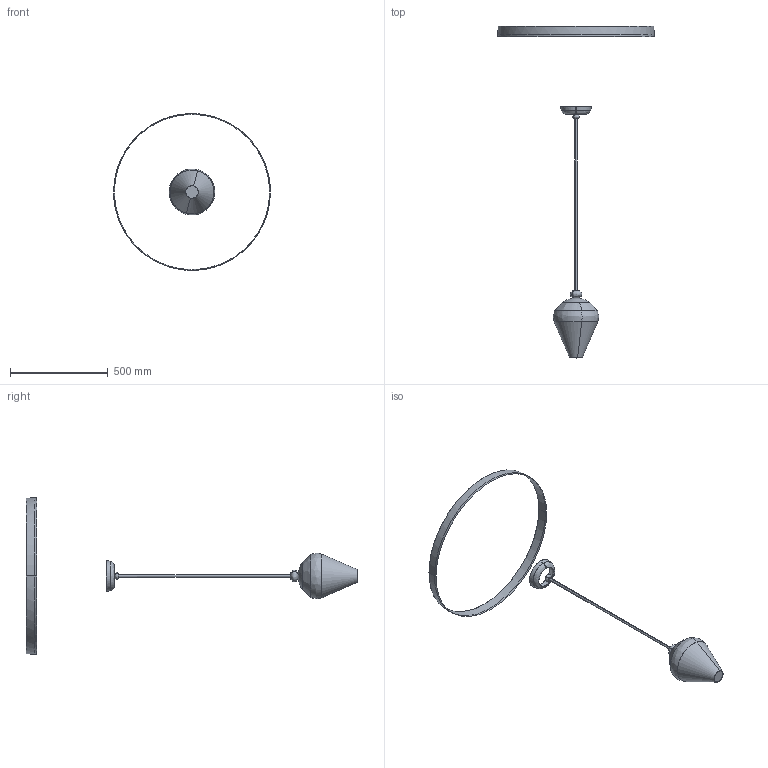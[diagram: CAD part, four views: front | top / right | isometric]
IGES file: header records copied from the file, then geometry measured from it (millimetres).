
Start section: SolidWorks IGES file using analytic representation for surfaces
Global section: file name: Roll and Hill Pendant 03 - Tulip Glass.IGS; native system: SolidWorks 2022; preprocessor: SolidWorks 2022; author: Alex Harrington; date: 240923.105006; units: millimetre
Bounding box: 800.19 x 1693.26 x 799.06 mm (x, y, z)
Surface area: 528772.4 mm2 (no closed solid volume)
Topology: 0 solids, 0 shells, 38 faces, 368 edges, 365 vertices
Faces by surface type: revolution 20, bspline 18
